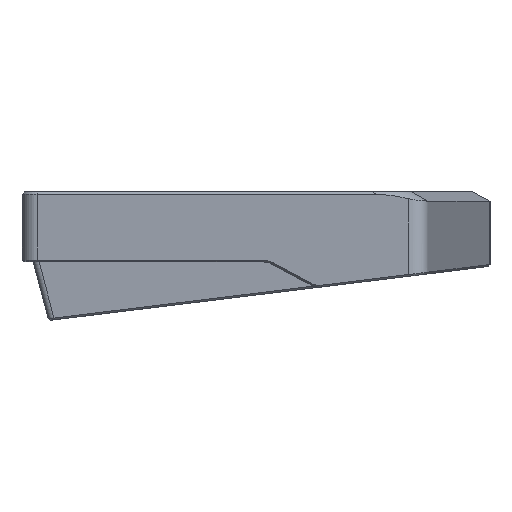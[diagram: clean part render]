
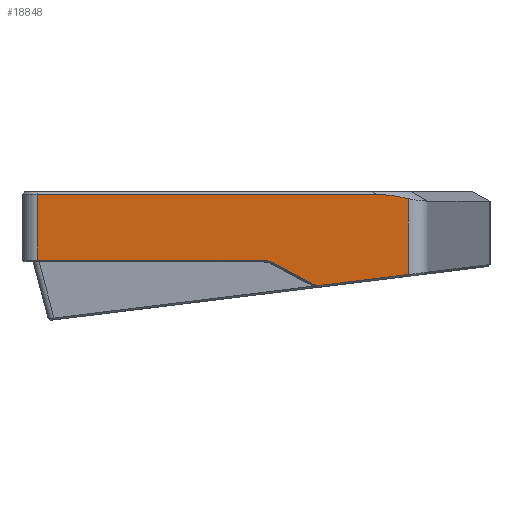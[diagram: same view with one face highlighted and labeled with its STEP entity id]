
A CAD part, left-side view. The second image highlights one B-rep face of the part: STEP entity #18848.
In plain terms, the highlighted planar face has unit normal (-0.993, 0.122, 0).
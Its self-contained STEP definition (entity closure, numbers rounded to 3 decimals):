
#116=B_SPLINE_CURVE_WITH_KNOTS('',3,(#29715,#29716,#29717,#29718),
 .UNSPECIFIED.,.F.,.F.,(4,4),(-3.492,-3.488),
 .UNSPECIFIED.);
#117=B_SPLINE_CURVE_WITH_KNOTS('',3,(#29720,#29721,#29722,#29723),
 .UNSPECIFIED.,.F.,.F.,(4,4),(1.093,1.571),
 .UNSPECIFIED.);
#118=B_SPLINE_CURVE_WITH_KNOTS('',3,(#29725,#29726,#29727,#29728),
 .UNSPECIFIED.,.F.,.F.,(4,4),(1.082,1.093),
 .UNSPECIFIED.);
#119=B_SPLINE_CURVE_WITH_KNOTS('',3,(#29732,#29733,#29734,#29735),
 .UNSPECIFIED.,.F.,.F.,(4,4),(-3.874,-3.87),
 .UNSPECIFIED.);
#120=B_SPLINE_CURVE_WITH_KNOTS('',3,(#29737,#29738,#29739,#29740),
 .UNSPECIFIED.,.F.,.F.,(4,4),(-1.681,-1.082),
 .UNSPECIFIED.);
#121=B_SPLINE_CURVE_WITH_KNOTS('',3,(#29742,#29743,#29744,#29745),
 .UNSPECIFIED.,.F.,.F.,(4,4),(-1.693,-1.681),
 .UNSPECIFIED.);
#122=B_SPLINE_CURVE_WITH_KNOTS('',3,(#29748,#29749,#29750,#29751),
 .UNSPECIFIED.,.F.,.F.,(4,4),(1.681,1.693),
 .UNSPECIFIED.);
#233=ELLIPSE('',#20234,24.472,10.4);
#820=PLANE('',#20238);
#1582=FACE_OUTER_BOUND('',#2659,.T.);
#2659=EDGE_LOOP('',(#15950,#15951,#15952,#15953,#15954,#15955,#15956,#15957,
#15958,#15959,#15960,#15961,#15962,#15963));
#4547=LINE('',#29694,#6604);
#4549=LINE('',#29709,#6606);
#4550=LINE('',#29711,#6607);
#4551=LINE('',#29713,#6608);
#4552=LINE('',#29730,#6609);
#4553=LINE('',#29747,#6610);
#6604=VECTOR('',#24214,10.);
#6606=VECTOR('',#24218,10.);
#6607=VECTOR('',#24219,10.);
#6608=VECTOR('',#24220,10.);
#6609=VECTOR('',#24221,10.);
#6610=VECTOR('',#24222,10.);
#9003=VERTEX_POINT('',#29666);
#9004=VERTEX_POINT('',#29668);
#9009=VERTEX_POINT('',#29693);
#9012=VERTEX_POINT('',#29708);
#9013=VERTEX_POINT('',#29710);
#9014=VERTEX_POINT('',#29712);
#9015=VERTEX_POINT('',#29714);
#9016=VERTEX_POINT('',#29719);
#9017=VERTEX_POINT('',#29724);
#9018=VERTEX_POINT('',#29729);
#9019=VERTEX_POINT('',#29731);
#9020=VERTEX_POINT('',#29736);
#9021=VERTEX_POINT('',#29741);
#9022=VERTEX_POINT('',#29746);
#11406=EDGE_CURVE('',#9003,#9004,#233,.T.);
#11413=EDGE_CURVE('',#9004,#9009,#4547,.T.);
#11417=EDGE_CURVE('',#9012,#9003,#4549,.T.);
#11418=EDGE_CURVE('',#9013,#9012,#4550,.T.);
#11419=EDGE_CURVE('',#9014,#9013,#4551,.T.);
#11420=EDGE_CURVE('',#9015,#9014,#116,.T.);
#11421=EDGE_CURVE('',#9016,#9015,#117,.T.);
#11422=EDGE_CURVE('',#9017,#9016,#118,.T.);
#11423=EDGE_CURVE('',#9018,#9017,#4552,.T.);
#11424=EDGE_CURVE('',#9019,#9018,#119,.T.);
#11425=EDGE_CURVE('',#9020,#9019,#120,.T.);
#11426=EDGE_CURVE('',#9021,#9020,#121,.T.);
#11427=EDGE_CURVE('',#9022,#9021,#4553,.T.);
#11428=EDGE_CURVE('',#9009,#9022,#122,.T.);
#15950=ORIENTED_EDGE('',*,*,#11406,.F.);
#15951=ORIENTED_EDGE('',*,*,#11417,.F.);
#15952=ORIENTED_EDGE('',*,*,#11418,.F.);
#15953=ORIENTED_EDGE('',*,*,#11419,.F.);
#15954=ORIENTED_EDGE('',*,*,#11420,.F.);
#15955=ORIENTED_EDGE('',*,*,#11421,.F.);
#15956=ORIENTED_EDGE('',*,*,#11422,.F.);
#15957=ORIENTED_EDGE('',*,*,#11423,.F.);
#15958=ORIENTED_EDGE('',*,*,#11424,.F.);
#15959=ORIENTED_EDGE('',*,*,#11425,.F.);
#15960=ORIENTED_EDGE('',*,*,#11426,.F.);
#15961=ORIENTED_EDGE('',*,*,#11427,.F.);
#15962=ORIENTED_EDGE('',*,*,#11428,.F.);
#15963=ORIENTED_EDGE('',*,*,#11413,.F.);
#18848=ADVANCED_FACE('',(#1582),#820,.T.);
#20234=AXIS2_PLACEMENT_3D('',#29669,#24202,#24203);
#20238=AXIS2_PLACEMENT_3D('',#29707,#24216,#24217);
#24202=DIRECTION('center_axis',(0.993,-0.122,0.));
#24203=DIRECTION('ref_axis',(0.108,0.876,0.469));
#24214=DIRECTION('',(0.,0.,-1.));
#24216=DIRECTION('center_axis',(-0.993,0.122,0.));
#24217=DIRECTION('ref_axis',(-0.122,-0.993,0.));
#24218=DIRECTION('',(-0.122,-0.993,0.));
#24219=DIRECTION('',(0.,0.,1.));
#24220=DIRECTION('',(0.122,0.993,0.));
#24221=DIRECTION('',(0.108,0.878,0.467));
#24222=DIRECTION('',(0.121,0.985,-0.121));
#29666=CARTESIAN_POINT('',(-127.56,-32.113,8.9));
#29668=CARTESIAN_POINT('',(-128.437,-39.253,7.905));
#29669=CARTESIAN_POINT('Origin',(-129.246,-45.841,-5.808));
#29693=CARTESIAN_POINT('',(-128.437,-39.253,-9.389));
#29694=CARTESIAN_POINT('',(-128.437,-39.253,1.5));
#29707=CARTESIAN_POINT('Origin',(-117.566,49.282,1.5));
#29708=CARTESIAN_POINT('',(-118.053,45.312,8.9));
#29709=CARTESIAN_POINT('',(-119.946,29.899,8.9));
#29710=CARTESIAN_POINT('',(-118.053,45.312,-6.1));
#29711=CARTESIAN_POINT('',(-118.053,45.312,1.5));
#29712=CARTESIAN_POINT('',(-124.369,-6.122,-6.1));
#29713=CARTESIAN_POINT('',(-120.119,28.493,-6.1));
#29714=CARTESIAN_POINT('',(-124.375,-6.171,-6.1));
#29715=CARTESIAN_POINT('Ctrl Pts',(-124.375,-6.171,
-6.1));
#29716=CARTESIAN_POINT('Ctrl Pts',(-124.373,-6.155,
-6.1));
#29717=CARTESIAN_POINT('Ctrl Pts',(-124.371,-6.139,
-6.1));
#29718=CARTESIAN_POINT('Ctrl Pts',(-124.369,-6.122,
-6.1));
#29719=CARTESIAN_POINT('',(-124.623,-8.192,-6.592));
#29720=CARTESIAN_POINT('Ctrl Pts',(-124.623,-8.192,
-6.592));
#29721=CARTESIAN_POINT('Ctrl Pts',(-124.547,-7.57,
-6.27));
#29722=CARTESIAN_POINT('Ctrl Pts',(-124.461,-6.871,
-6.1));
#29723=CARTESIAN_POINT('Ctrl Pts',(-124.375,-6.171,
-6.1));
#29724=CARTESIAN_POINT('',(-124.628,-8.234,-6.614));
#29725=CARTESIAN_POINT('Ctrl Pts',(-124.628,-8.234,
-6.614));
#29726=CARTESIAN_POINT('Ctrl Pts',(-124.626,-8.22,
-6.607));
#29727=CARTESIAN_POINT('Ctrl Pts',(-124.625,-8.206,
-6.6));
#29728=CARTESIAN_POINT('Ctrl Pts',(-124.623,-8.192,-6.592));
#29729=CARTESIAN_POINT('',(-125.735,-17.251,-11.409));
#29730=CARTESIAN_POINT('',(-121.564,16.718,6.653));
#29731=CARTESIAN_POINT('',(-125.74,-17.289,-11.429));
#29732=CARTESIAN_POINT('Ctrl Pts',(-125.74,-17.289,
-11.429));
#29733=CARTESIAN_POINT('Ctrl Pts',(-125.738,-17.276,
-11.422));
#29734=CARTESIAN_POINT('Ctrl Pts',(-125.737,-17.264,
-11.415));
#29735=CARTESIAN_POINT('Ctrl Pts',(-125.735,-17.251,-11.409));
#29736=CARTESIAN_POINT('',(-125.996,-19.378,-11.829));
#29737=CARTESIAN_POINT('Ctrl Pts',(-125.996,-19.378,
-11.829));
#29738=CARTESIAN_POINT('Ctrl Pts',(-125.908,-18.662,
-11.908));
#29739=CARTESIAN_POINT('Ctrl Pts',(-125.818,-17.924,
-11.767));
#29740=CARTESIAN_POINT('Ctrl Pts',(-125.74,-17.289,
-11.429));
#29741=CARTESIAN_POINT('',(-126.002,-19.421,-11.824));
#29742=CARTESIAN_POINT('Ctrl Pts',(-126.002,-19.421,
-11.824));
#29743=CARTESIAN_POINT('Ctrl Pts',(-126.,-19.406,-11.826));
#29744=CARTESIAN_POINT('Ctrl Pts',(-125.998,-19.392,
-11.827));
#29745=CARTESIAN_POINT('Ctrl Pts',(-125.996,-19.378,
-11.829));
#29746=CARTESIAN_POINT('',(-128.431,-39.205,-9.395));
#29747=CARTESIAN_POINT('',(-120.112,28.543,-17.713));
#29748=CARTESIAN_POINT('Ctrl Pts',(-128.437,-39.253,
-9.389));
#29749=CARTESIAN_POINT('Ctrl Pts',(-128.435,-39.237,
-9.391));
#29750=CARTESIAN_POINT('Ctrl Pts',(-128.433,-39.221,-9.393));
#29751=CARTESIAN_POINT('Ctrl Pts',(-128.431,-39.205,
-9.395));
